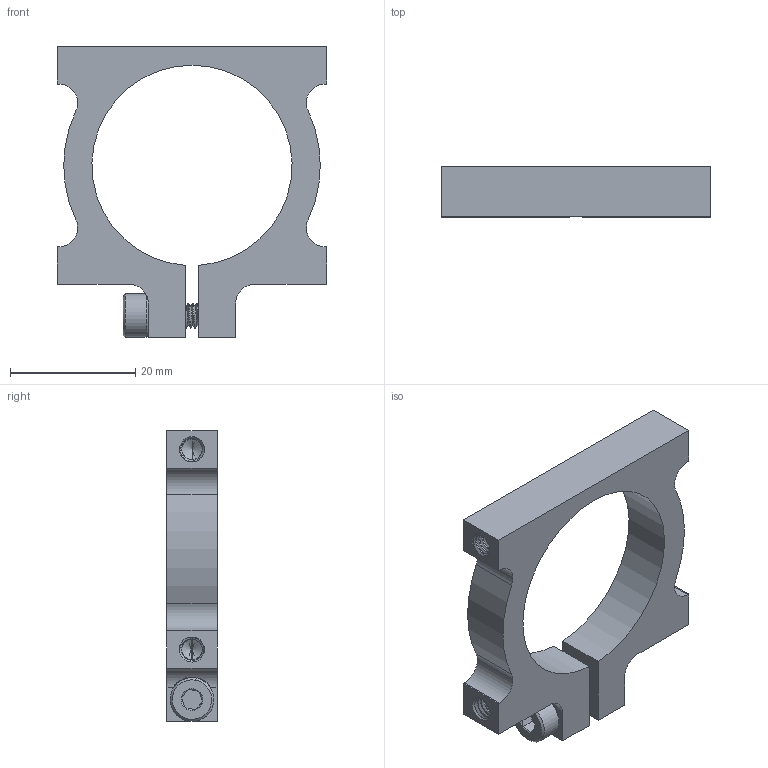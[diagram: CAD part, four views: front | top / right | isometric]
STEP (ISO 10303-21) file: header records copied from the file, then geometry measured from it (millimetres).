
FILE_DESCRIPTION (( 'STEP AP203' ), '1' );
FILE_NAME ('1401-0043-0032 assembly.STEP', '2018-10-17T14:26:45', ( '' ), ( '' ), 'SwSTEP 2.0', 'SolidWorks 2016', '' );
FILE_SCHEMA (( 'CONFIG_CONTROL_DESIGN' ));
Length unit declared in the file: millimetre
Products named in the file (3): 1401-0043-0032 assembly; 1401-0043-0032; 2800-0004-0014_90128A207
Assembly tree (2 placements, depth 2):
  1401-0043-0032 assembly
    1401-0043-0032
    2800-0004-0014_90128A207
Bounding box: 43 x 8 x 46.5 mm (x, y, z)
Volume: 6329.4 mm3; surface area: 5326.9 mm2
Topology: 2 solids, 2 shells, 422 faces, 1209 edges, 785 vertices
Faces by surface type: cylinder 334, cone 41, plane 35, bspline 12
Entity records: 30737 total; most frequent: CARTESIAN_POINT 21248, ORIENTED_EDGE 2394, DIRECTION 1486, EDGE_CURVE 1197, VERTEX_POINT 785, AXIS2_PLACEMENT_3D 534, EDGE_LOOP 432, ADVANCED_FACE 422
